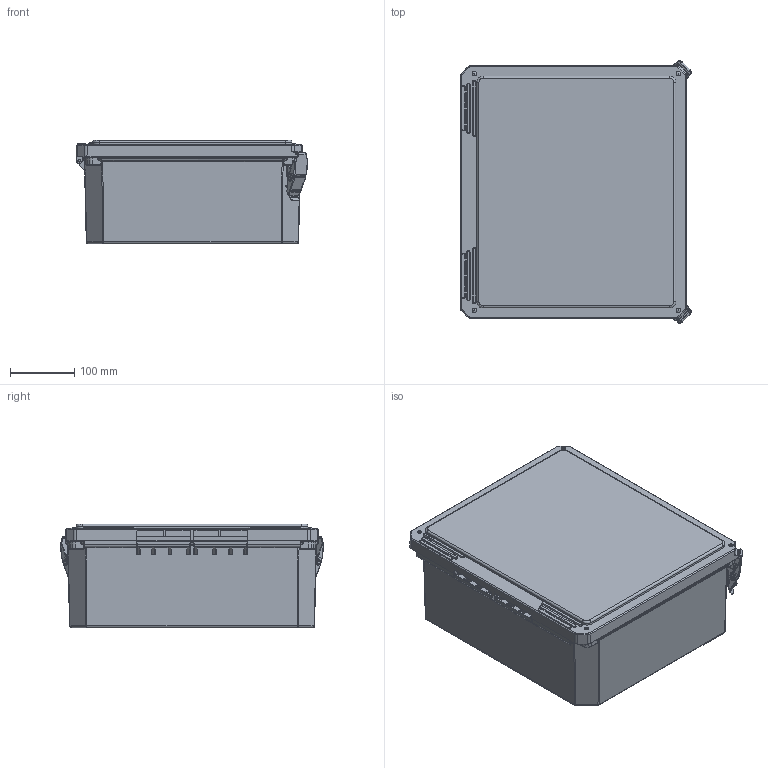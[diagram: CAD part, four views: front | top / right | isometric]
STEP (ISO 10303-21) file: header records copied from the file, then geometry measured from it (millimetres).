
FILE_DESCRIPTION(/* description */ (''),/* implementation_level */ '2;1');
FILE_NAME(/* name */ 'HW-141206CHQR.stp',/* time_stamp */ '2014-03-12T14:20:52-05:00',/* author */ ('pmescher'),/* organization */ (''),/* preprocessor_version */ 'ST-DEVELOPER v15.2',/* originating_system */ 'Autodesk Inventor 2014',/* authorisation */ '');
FILE_SCHEMA (('AUTOMOTIVE_DESIGN { 1 0 10303 214 3 1 1 }'));
Products named in the file (17): DS141206BOX; BRASS INSERT-(; BRASS INSERT-(_1; BRASS INSERT-(_2; AT40005; Part1; Part2; LATCH HINGE; LATCH -1 Assembly; RMHINGAT40006-04; DS141206CVR; GA141206; WP1412HLU; BRASS INSERT-(_3; DS COVER  BUSH; 2016 Vanity Plug; DS141206HPL_STP
Bounding box: 360.39 x 409.71 x 161.07 mm (x, y, z)
Volume: 2000119.9 mm3; surface area: 1059962.9 mm2
Topology: 35 solids, 35 shells, 2607 faces, 6473 edges, 3844 vertices
Faces by surface type: cylinder 1050, plane 889, bspline 399, torus 153, sphere 60, cone 56
Full cylindrical faces by diameter (mm): 3.429 x20, 3.48 x4, 3.81 x4, 3.861 x8, 3.962 x16, 5.3 x4, 5.563 x2, 5.766 x2, 6.248 x16, 6.401 x4, 6.426 x4, 7.62 x4, 7.937 x1, 7.938 x1, 9.525 x2, 11.049 x2
Entity records: 85066 total; most frequent: CARTESIAN_POINT 33045, DIRECTION 11065, ORIENTED_EDGE 10658, EDGE_CURVE 5329, AXIS2_PLACEMENT_3D 4220, VERTEX_POINT 3232, LINE 2625, VECTOR 2625
